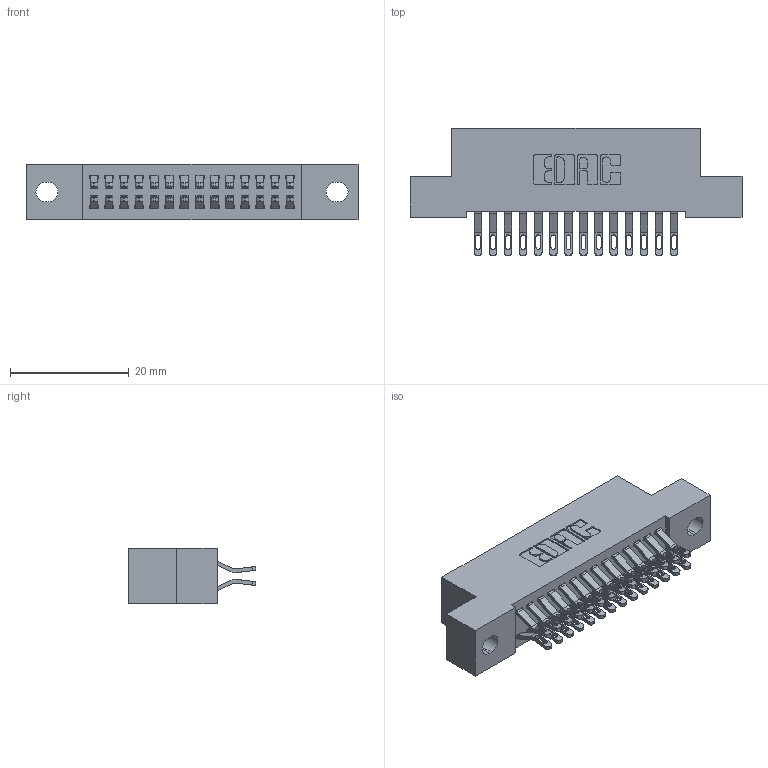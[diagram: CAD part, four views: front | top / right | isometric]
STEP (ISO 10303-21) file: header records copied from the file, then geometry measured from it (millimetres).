
FILE_DESCRIPTION (( 'STEP AP203' ), '1' );
FILE_NAME ('392-028-555-202.STEP', '2019-10-07T12:34:21', ( '' ), ( '' ), 'SwSTEP 2.0', 'SolidWorks 2016', '' );
FILE_SCHEMA (( 'CONFIG_CONTROL_DESIGN' ));
Length unit declared in the file: inch
Products named in the file (3): 342 Part_.128 Slot; 345-292-001_555 Tail; 392-028-555-202
Assembly tree (29 placements, depth 2):
  392-028-555-202
    342 Part_.128 Slot
    345-292-001_555 Tail  x28
Bounding box: 55.88 x 21.47 x 9.4 mm (x, y, z)
Volume: 4913.9 mm3; surface area: 7339.1 mm2
Topology: 29 solids, 29 shells, 1738 faces, 5435 edges, 3622 vertices
Faces by surface type: plane 1022, cylinder 716
Entity records: 12957 total; most frequent: CARTESIAN_POINT 2216, ORIENTED_EDGE 2122, DIRECTION 1913, EDGE_CURVE 1061, LINE 913, VECTOR 913, VERTEX_POINT 706, AXIS2_PLACEMENT_3D 500
